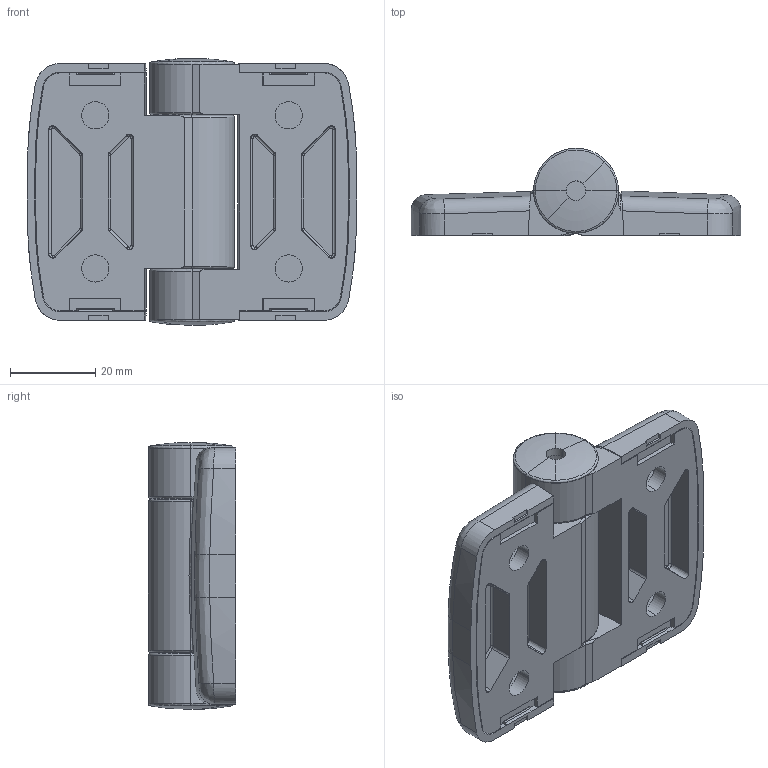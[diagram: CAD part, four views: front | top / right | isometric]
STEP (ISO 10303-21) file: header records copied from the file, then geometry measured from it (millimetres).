
FILE_DESCRIPTION (( 'STEP AP203' ), '1' );
FILE_NAME ('402601181_c_1.STEP', '2023-03-10T06:32:21', ( '' ), ( '' ), 'SwSTEP 2.0', 'SolidWorks 2014', '' );
FILE_SCHEMA (( 'CONFIG_CONTROL_DESIGN' ));
Length unit declared in the file: millimetre
Products named in the file (1): 402601181_c_1
Bounding box: 77.5 x 20.5 x 62.76 mm (x, y, z)
Volume: 42738.6 mm3; surface area: 36244.9 mm2
Topology: 9 solids, 9 shells, 692 faces, 1718 edges, 1039 vertices
Faces by surface type: plane 234, cylinder 200, bspline 141, cone 68, torus 49
Entity records: 23986 total; most frequent: CARTESIAN_POINT 8324, ORIENTED_EDGE 3388, DIRECTION 3138, EDGE_CURVE 1694, AXIS2_PLACEMENT_3D 1153, VERTEX_POINT 1039, LINE 832, VECTOR 832
